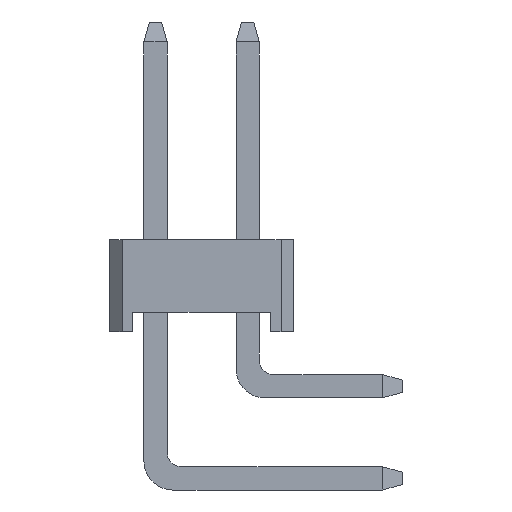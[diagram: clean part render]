
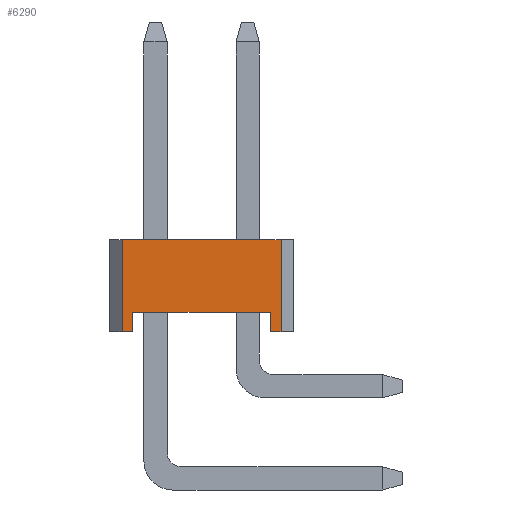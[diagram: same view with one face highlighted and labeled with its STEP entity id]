
A CAD part, left-side view. The second image highlights one B-rep face of the part: STEP entity #6290.
In plain terms, the highlighted planar face has unit normal (-1, 0, 0).
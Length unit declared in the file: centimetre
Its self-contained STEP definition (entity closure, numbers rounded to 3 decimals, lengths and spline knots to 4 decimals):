
#578=VERTEX_POINT('',#8098);
#581=VERTEX_POINT('',#8103);
#655=VERTEX_POINT('',#8252);
#656=VERTEX_POINT('',#8254);
#987=VERTEX_POINT('',#9326);
#991=VERTEX_POINT('',#9338);
#992=VERTEX_POINT('',#9340);
#1033=VERTEX_POINT('',#9428);
#1149=VECTOR('',#6825,1.);
#1223=VECTOR('',#6900,1.);
#1700=VECTOR('',#7714,1.);
#1706=VECTOR('',#7722,1.);
#1785=VECTOR('',#7838,1.);
#1786=VECTOR('',#7840,1.);
#1788=VECTOR('',#7843,1.);
#1907=LINE('',#8104,#1149);
#1981=LINE('',#8253,#1223);
#2458=LINE('',#9327,#1700);
#2464=LINE('',#9339,#1706);
#2543=LINE('',#9497,#1785);
#2544=LINE('',#9499,#1786);
#2546=LINE('',#9502,#1788);
#2681=EDGE_CURVE('',#578,#581,#1907,.T.);
#2755=EDGE_CURVE('',#656,#655,#1981,.T.);
#3328=EDGE_CURVE('',#581,#987,#2458,.T.);
#3335=EDGE_CURVE('',#992,#991,#2464,.T.);
#3381=EDGE_CURVE('',#987,#1033,#2464,.T.);
#3415=EDGE_CURVE('',#991,#578,#2543,.T.);
#3416=EDGE_CURVE('',#656,#1033,#2544,.T.);
#3418=EDGE_CURVE('',#992,#655,#2546,.T.);
#5138=ORIENTED_EDGE('',*,*,#3328,.T.);
#5139=ORIENTED_EDGE('',*,*,#3381,.T.);
#5140=ORIENTED_EDGE('',*,*,#3416,.F.);
#5141=ORIENTED_EDGE('',*,*,#2755,.T.);
#5142=ORIENTED_EDGE('',*,*,#3418,.F.);
#5143=ORIENTED_EDGE('',*,*,#3335,.T.);
#5144=ORIENTED_EDGE('',*,*,#3415,.T.);
#5145=ORIENTED_EDGE('',*,*,#2681,.T.);
#5546=EDGE_LOOP('',(#5138,#5139,#5140,#5141,#5142,#5143,#5144,#5145));
#5932=FACE_BOUND('',#5546,.T.);
#6290=ADVANCED_FACE('',(#5932),#9778,.T.);
#6647=AXIS2_PLACEMENT_3D('',#9501,#7842,$);
#6825=DIRECTION('',(0.,-1.,0.));
#6900=DIRECTION('',(0.,1.,0.));
#7714=DIRECTION('',(0.,0.,-1.));
#7722=DIRECTION('',(0.,-1.,0.));
#7838=DIRECTION('',(0.,0.,1.));
#7840=DIRECTION('',(0.,0.,-1.));
#7842=DIRECTION('',(-1.,0.,0.));
#7843=DIRECTION('',(0.,0.,1.));
#8098=CARTESIAN_POINT('',(-0.127,0.19,0.054));
#8103=CARTESIAN_POINT('',(-0.127,-0.19,0.054));
#8104=CARTESIAN_POINT('',(-0.127,0.,0.054));
#8252=CARTESIAN_POINT('',(-0.127,0.219,0.254));
#8253=CARTESIAN_POINT('',(-0.127,0.254,0.254));
#8254=CARTESIAN_POINT('',(-0.127,-0.219,0.254));
#9326=CARTESIAN_POINT('',(-0.127,-0.19,0.));
#9327=CARTESIAN_POINT('',(-0.127,-0.19,0.));
#9338=CARTESIAN_POINT('',(-0.127,0.19,0.));
#9339=CARTESIAN_POINT('',(-0.127,0.254,0.));
#9340=CARTESIAN_POINT('',(-0.127,0.219,0.));
#9428=CARTESIAN_POINT('',(-0.127,-0.219,0.));
#9497=CARTESIAN_POINT('',(-0.127,0.19,0.));
#9499=CARTESIAN_POINT('',(-0.127,-0.219,0.));
#9501=CARTESIAN_POINT('',(-0.127,0.,0.));
#9502=CARTESIAN_POINT('',(-0.127,0.219,0.));
#9778=PLANE('',#6647);
